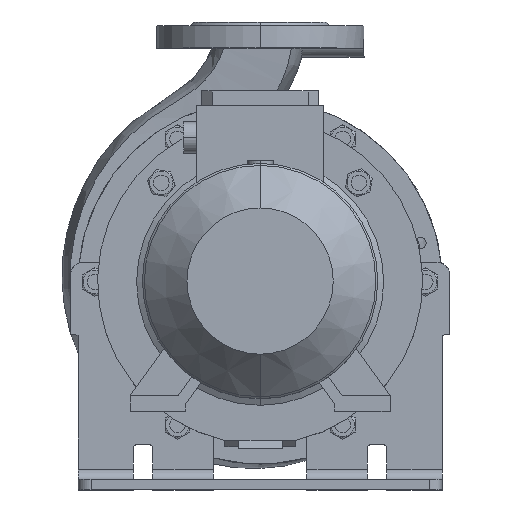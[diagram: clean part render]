
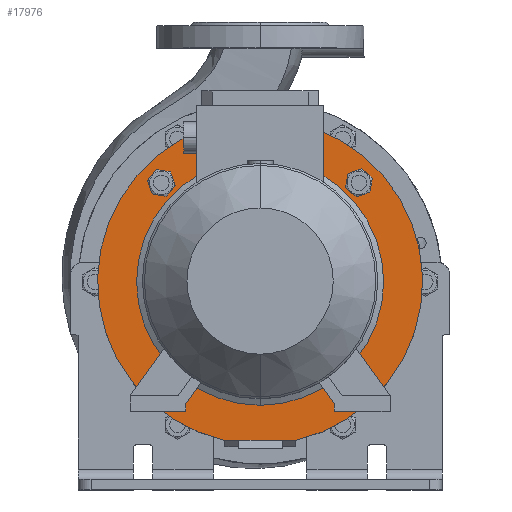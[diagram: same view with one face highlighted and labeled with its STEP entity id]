
A CAD part, top view. The second image highlights one B-rep face of the part: STEP entity #17976.
In plain terms, the highlighted planar face has unit normal (0, 0, 1).
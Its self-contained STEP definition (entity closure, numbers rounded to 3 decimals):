
#751 = CARTESIAN_POINT ( 'NONE',  ( 0., 0., 176. ) ) ;
#899 = FACE_BOUND ( 'NONE', #20836, .T. ) ;
#2242 = FACE_OUTER_BOUND ( 'NONE', #47490, .T. ) ;
#2253 = PLANE ( 'NONE',  #30456 ) ;
#2510 = VERTEX_POINT ( 'NONE', #51933 ) ;
#2762 = DIRECTION ( 'NONE',  ( 0., 0., -1. ) ) ;
#3223 = VERTEX_POINT ( 'NONE', #26498 ) ;
#3234 = DIRECTION ( 'NONE',  ( 0., -1., 0. ) ) ;
#3321 = CIRCLE ( 'NONE', #23413, 9.025 ) ;
#3402 = AXIS2_PLACEMENT_3D ( 'NONE', #23903, #23521, #48971 ) ;
#3421 = CARTESIAN_POINT ( 'NONE',  ( -27.221, -122., 176. ) ) ;
#4611 = AXIS2_PLACEMENT_3D ( 'NONE', #17650, #47381, #26429 ) ;
#5824 = VERTEX_POINT ( 'NONE', #17099 ) ;
#6163 = ORIENTED_EDGE ( 'NONE', *, *, #24990, .F. ) ;
#6322 = VERTEX_POINT ( 'NONE', #39945 ) ;
#6668 = EDGE_CURVE ( 'NONE', #54556, #29040, #26784, .T. ) ;
#7311 = DIRECTION ( 'NONE',  ( 0., 1., 0. ) ) ;
#7333 = CARTESIAN_POINT ( 'NONE',  ( -76.014, -76.014, 176. ) ) ;
#9001 = AXIS2_PLACEMENT_3D ( 'NONE', #36708, #2762, #44791 ) ;
#9030 = VERTEX_POINT ( 'NONE', #54739 ) ;
#9867 = AXIS2_PLACEMENT_3D ( 'NONE', #751, #47419, #34851 ) ;
#10715 = ORIENTED_EDGE ( 'NONE', *, *, #25715, .F. ) ;
#10957 = FACE_BOUND ( 'NONE', #41101, .T. ) ;
#11512 = VECTOR ( 'NONE', #25239, 1000. ) ;
#12948 = AXIS2_PLACEMENT_3D ( 'NONE', #32411, #28463, #15728 ) ;
#14404 = DIRECTION ( 'NONE',  ( 0., 0., 1. ) ) ;
#14566 = ORIENTED_EDGE ( 'NONE', *, *, #16128, .F. ) ;
#15060 = AXIS2_PLACEMENT_3D ( 'NONE', #22639, #39434, #34772 ) ;
#15728 = DIRECTION ( 'NONE',  ( 0., -1., 0. ) ) ;
#15938 = CARTESIAN_POINT ( 'NONE',  ( 27.221, -122., 176. ) ) ;
#16128 = EDGE_CURVE ( 'NONE', #23622, #9030, #48017, .T. ) ;
#16834 = CARTESIAN_POINT ( 'NONE',  ( 0., 0., 176. ) ) ;
#17099 = CARTESIAN_POINT ( 'NONE',  ( 84.902, -77.581, 176. ) ) ;
#17465 = CARTESIAN_POINT ( 'NONE',  ( 0., 125., 176. ) ) ;
#17650 = CARTESIAN_POINT ( 'NONE',  ( -76.014, 76.014, 176. ) ) ;
#17976 = ADVANCED_FACE ( 'NONE', ( #10957, #899, #54322, #36439, #2242, #20436 ), #2253, .T. ) ;
#19229 = DIRECTION ( 'NONE',  ( 0., -1., 0. ) ) ;
#19424 = CARTESIAN_POINT ( 'NONE',  ( 0., -95., 176. ) ) ;
#19477 = CIRCLE ( 'NONE', #3402, 9.025 ) ;
#20436 = FACE_BOUND ( 'NONE', #31375, .T. ) ;
#20836 = EDGE_LOOP ( 'NONE', ( #27551, #10715 ) ) ;
#22314 = EDGE_LOOP ( 'NONE', ( #35843, #14566 ) ) ;
#22639 = CARTESIAN_POINT ( 'NONE',  ( 76.014, 76.014, 176. ) ) ;
#23225 = CARTESIAN_POINT ( 'NONE',  ( 76.014, -76.014, 176. ) ) ;
#23275 = EDGE_CURVE ( 'NONE', #2510, #6322, #19477, .T. ) ;
#23413 = AXIS2_PLACEMENT_3D ( 'NONE', #45446, #23896, #19229 ) ;
#23521 = DIRECTION ( 'NONE',  ( 0., 0., 1. ) ) ;
#23622 = VERTEX_POINT ( 'NONE', #31930 ) ;
#23896 = DIRECTION ( 'NONE',  ( 0., 0., 1. ) ) ;
#23903 = CARTESIAN_POINT ( 'NONE',  ( -76.014, -76.014, 176. ) ) ;
#24990 = EDGE_CURVE ( 'NONE', #31395, #43984, #55056, .T. ) ;
#25239 = DIRECTION ( 'NONE',  ( 1., 0., 0. ) ) ;
#25423 = EDGE_CURVE ( 'NONE', #34170, #38083, #48328, .T. ) ;
#25715 = EDGE_CURVE ( 'NONE', #29040, #54556, #33076, .T. ) ;
#26429 = DIRECTION ( 'NONE',  ( 0., -1., 0. ) ) ;
#26482 = DIRECTION ( 'NONE',  ( 0., 0., 1. ) ) ;
#26498 = CARTESIAN_POINT ( 'NONE',  ( 67.126, -74.447, 176. ) ) ;
#26784 = CIRCLE ( 'NONE', #36246, 9.025 ) ;
#27101 = CIRCLE ( 'NONE', #27461, 9.025 ) ;
#27461 = AXIS2_PLACEMENT_3D ( 'NONE', #23225, #14404, #39845 ) ;
#27551 = ORIENTED_EDGE ( 'NONE', *, *, #6668, .F. ) ;
#28195 = EDGE_CURVE ( 'NONE', #41666, #31395, #54087, .T. ) ;
#28329 = ORIENTED_EDGE ( 'NONE', *, *, #23275, .F. ) ;
#28463 = DIRECTION ( 'NONE',  ( 0., 0., 1. ) ) ;
#28929 = DIRECTION ( 'NONE',  ( 0., 0., 1. ) ) ;
#28969 = LINE ( 'NONE', #42698, #11512 ) ;
#29040 = VERTEX_POINT ( 'NONE', #53808 ) ;
#29996 = AXIS2_PLACEMENT_3D ( 'NONE', #7333, #28929, #3234 ) ;
#30415 = ORIENTED_EDGE ( 'NONE', *, *, #41502, .F. ) ;
#30456 = AXIS2_PLACEMENT_3D ( 'NONE', #36550, #41195, #45020 ) ;
#31375 = EDGE_LOOP ( 'NONE', ( #48220, #51880 ) ) ;
#31395 = VERTEX_POINT ( 'NONE', #17465 ) ;
#31468 = EDGE_CURVE ( 'NONE', #9030, #23622, #42265, .T. ) ;
#31930 = CARTESIAN_POINT ( 'NONE',  ( -84.902, 77.581, 176. ) ) ;
#32411 = CARTESIAN_POINT ( 'NONE',  ( -76.014, 76.014, 176. ) ) ;
#33076 = CIRCLE ( 'NONE', #15060, 9.025 ) ;
#33743 = EDGE_CURVE ( 'NONE', #5824, #3223, #3321, .T. ) ;
#33863 = DIRECTION ( 'NONE',  ( 0., 0., -1. ) ) ;
#34170 = VERTEX_POINT ( 'NONE', #47617 ) ;
#34605 = CARTESIAN_POINT ( 'NONE',  ( 74.447, 67.126, 176. ) ) ;
#34772 = DIRECTION ( 'NONE',  ( 0., -1., 0. ) ) ;
#34851 = DIRECTION ( 'NONE',  ( 0., 1., 0. ) ) ;
#34864 = DIRECTION ( 'NONE',  ( 0., -1., 0. ) ) ;
#35127 = EDGE_CURVE ( 'NONE', #3223, #5824, #27101, .T. ) ;
#35522 = EDGE_CURVE ( 'NONE', #41666, #43984, #28969, .T. ) ;
#35843 = ORIENTED_EDGE ( 'NONE', *, *, #31468, .F. ) ;
#35952 = AXIS2_PLACEMENT_3D ( 'NONE', #41579, #54670, #7311 ) ;
#36246 = AXIS2_PLACEMENT_3D ( 'NONE', #43360, #26482, #34864 ) ;
#36439 = FACE_BOUND ( 'NONE', #36561, .T. ) ;
#36550 = CARTESIAN_POINT ( 'NONE',  ( 0., 125., 176. ) ) ;
#36561 = EDGE_LOOP ( 'NONE', ( #28329, #30415 ) ) ;
#36708 = CARTESIAN_POINT ( 'NONE',  ( 0., 0., 176. ) ) ;
#38083 = VERTEX_POINT ( 'NONE', #19424 ) ;
#39434 = DIRECTION ( 'NONE',  ( 0., 0., 1. ) ) ;
#39605 = ORIENTED_EDGE ( 'NONE', *, *, #35127, .F. ) ;
#39845 = DIRECTION ( 'NONE',  ( 0., -1., 0. ) ) ;
#39945 = CARTESIAN_POINT ( 'NONE',  ( -77.581, -84.902, 176. ) ) ;
#40534 = CIRCLE ( 'NONE', #29996, 9.025 ) ;
#40999 = EDGE_CURVE ( 'NONE', #38083, #34170, #51117, .T. ) ;
#41101 = EDGE_LOOP ( 'NONE', ( #39605, #48335 ) ) ;
#41195 = DIRECTION ( 'NONE',  ( 0., 0., 1. ) ) ;
#41502 = EDGE_CURVE ( 'NONE', #6322, #2510, #40534, .T. ) ;
#41579 = CARTESIAN_POINT ( 'NONE',  ( 0., 0., 176. ) ) ;
#41666 = VERTEX_POINT ( 'NONE', #3421 ) ;
#42265 = CIRCLE ( 'NONE', #4611, 9.025 ) ;
#42580 = ORIENTED_EDGE ( 'NONE', *, *, #28195, .F. ) ;
#42698 = CARTESIAN_POINT ( 'NONE',  ( -125., -122., 176. ) ) ;
#43360 = CARTESIAN_POINT ( 'NONE',  ( 76.014, 76.014, 176. ) ) ;
#43984 = VERTEX_POINT ( 'NONE', #15938 ) ;
#44480 = ORIENTED_EDGE ( 'NONE', *, *, #35522, .T. ) ;
#44791 = DIRECTION ( 'NONE',  ( 0., 1., 0. ) ) ;
#45020 = DIRECTION ( 'NONE',  ( 0., -1., 0. ) ) ;
#45446 = CARTESIAN_POINT ( 'NONE',  ( 76.014, -76.014, 176. ) ) ;
#47381 = DIRECTION ( 'NONE',  ( 0., 0., 1. ) ) ;
#47419 = DIRECTION ( 'NONE',  ( 0., 0., -1. ) ) ;
#47490 = EDGE_LOOP ( 'NONE', ( #44480, #6163, #42580 ) ) ;
#47617 = CARTESIAN_POINT ( 'NONE',  ( 0., 95., 176. ) ) ;
#48017 = CIRCLE ( 'NONE', #12948, 9.025 ) ;
#48220 = ORIENTED_EDGE ( 'NONE', *, *, #25423, .T. ) ;
#48328 = CIRCLE ( 'NONE', #9001, 95. ) ;
#48335 = ORIENTED_EDGE ( 'NONE', *, *, #33743, .F. ) ;
#48971 = DIRECTION ( 'NONE',  ( 0., -1., 0. ) ) ;
#51117 = CIRCLE ( 'NONE', #51979, 95. ) ;
#51880 = ORIENTED_EDGE ( 'NONE', *, *, #40999, .T. ) ;
#51933 = CARTESIAN_POINT ( 'NONE',  ( -74.447, -67.126, 176. ) ) ;
#51979 = AXIS2_PLACEMENT_3D ( 'NONE', #16834, #33863, #54756 ) ;
#53808 = CARTESIAN_POINT ( 'NONE',  ( 77.581, 84.902, 176. ) ) ;
#54087 = CIRCLE ( 'NONE', #9867, 125. ) ;
#54322 = FACE_BOUND ( 'NONE', #22314, .T. ) ;
#54556 = VERTEX_POINT ( 'NONE', #34605 ) ;
#54670 = DIRECTION ( 'NONE',  ( 0., 0., -1. ) ) ;
#54739 = CARTESIAN_POINT ( 'NONE',  ( -67.126, 74.447, 176. ) ) ;
#54756 = DIRECTION ( 'NONE',  ( 0., 1., 0. ) ) ;
#55056 = CIRCLE ( 'NONE', #35952, 125. ) ;
